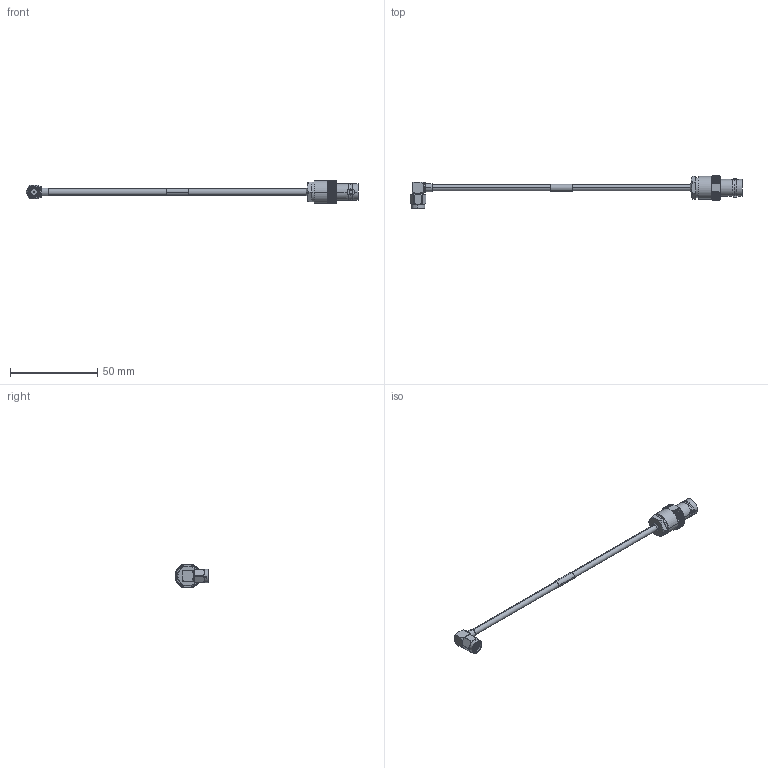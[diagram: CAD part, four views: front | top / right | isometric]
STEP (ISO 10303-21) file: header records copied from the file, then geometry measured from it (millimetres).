
FILE_DESCRIPTION (( 'STEP AP214' ), '1' );
FILE_NAME ('LCCA30402.step', '2020-05-01T17:11:33', ( '' ), ( '' ), 'SwSTEP 2.0', 'SolidWorks 2018', '' );
FILE_SCHEMA (( 'AUTOMOTIVE_DESIGN' ));
Length unit declared in the file: inch
Products named in the file (7): solder plug left^LCCA30402; LC141TB (141 FORMABLE); LCCA30402; LCCN3040; solder plug right^LCCA30402; 1AW01-003_.152 ID; LCCN3045
Assembly tree (6 placements, depth 2):
  LCCA30402
    LC141TB (141 FORMABLE)
    LCCN3045
    solder plug left^LCCA30402
    1AW01-003_.152 ID
    LCCN3040
    solder plug right^LCCA30402
Bounding box: 190.2 x 19.3 x 12.95 mm (x, y, z)
Volume: 4697.8 mm3; surface area: 4756.4 mm2
Topology: 9 solids, 9 shells, 608 faces, 1463 edges, 883 vertices
Faces by surface type: plane 315, cone 156, cylinder 122, torus 8, sphere 4, bspline 3
Entity records: 19562 total; most frequent: CARTESIAN_POINT 5282, ORIENTED_EDGE 2922, DIRECTION 2769, EDGE_CURVE 1461, AXIS2_PLACEMENT_3D 1036, VERTEX_POINT 883, VECTOR 697, LINE 697
